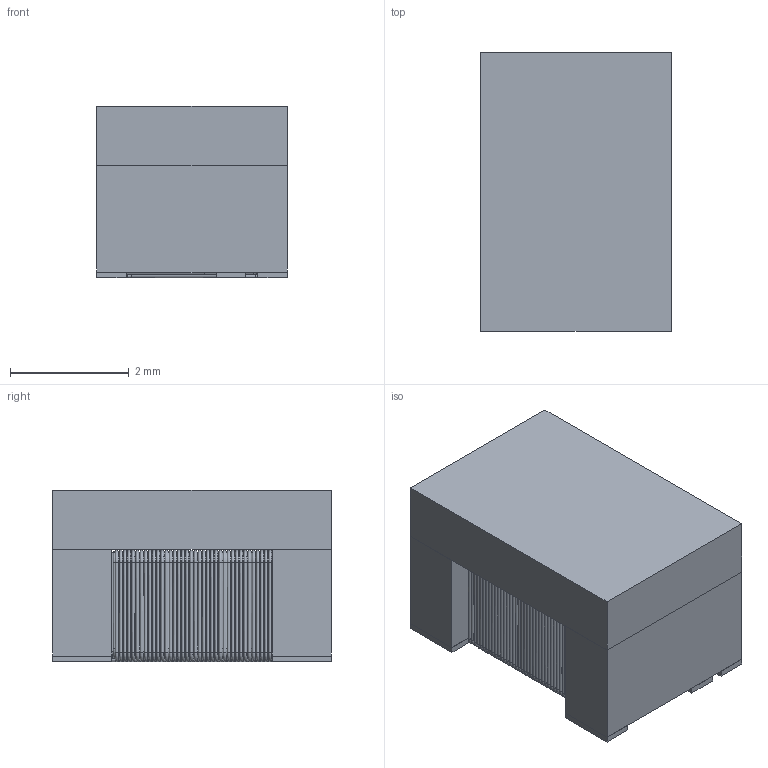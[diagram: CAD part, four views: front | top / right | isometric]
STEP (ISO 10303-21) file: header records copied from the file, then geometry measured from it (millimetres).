
FILE_DESCRIPTION(/* description */ ('Unknown'),/* implementation_level */ '2;1');
FILE_NAME(/* name */ 'T_Wurth_WE-STST-4532_74930201x',/* time_stamp */ '2025-09-09T15:25:30+08:00',/* author */ ('Unknown'),/* organization */ ('Unknown'),/* preprocessor_version */ 'ST-DEVELOPER v19.4',/* originating_system */ 'Solid Edge',/* authorisation */ 'Unknown');
FILE_SCHEMA (('AUTOMOTIVE_DESIGN {1 0 10303 214 3 1 1}'));
Length unit declared in the file: millimetre
Products named in the file (2): T_Wurth_WE-STST-4532_74930201x
Assembly tree (1 placements, depth 2):
  T_Wurth_WE-STST-4532_74930201x
    T_Wurth_WE-STST-4532_74930201x
Bounding box: 3.22 x 4.7 x 2.9 mm (x, y, z)
Volume: 38.7 mm3; surface area: 199 mm2
Topology: 10 solids, 10 shells, 681 faces, 1937 edges, 1192 vertices
Faces by surface type: cylinder 315, torus 300, plane 66
Full cylindrical faces by diameter (mm): 0.05 x227
Entity records: 17645 total; most frequent: CARTESIAN_POINT 4491, DIRECTION 2538, ORIENTED_EDGE 2218, EDGE_LOOP 1208, FACE_BOUND 1208, AXIS2_PLACEMENT_3D 1159, EDGE_CURVE 1109, VERTEX_POINT 891
